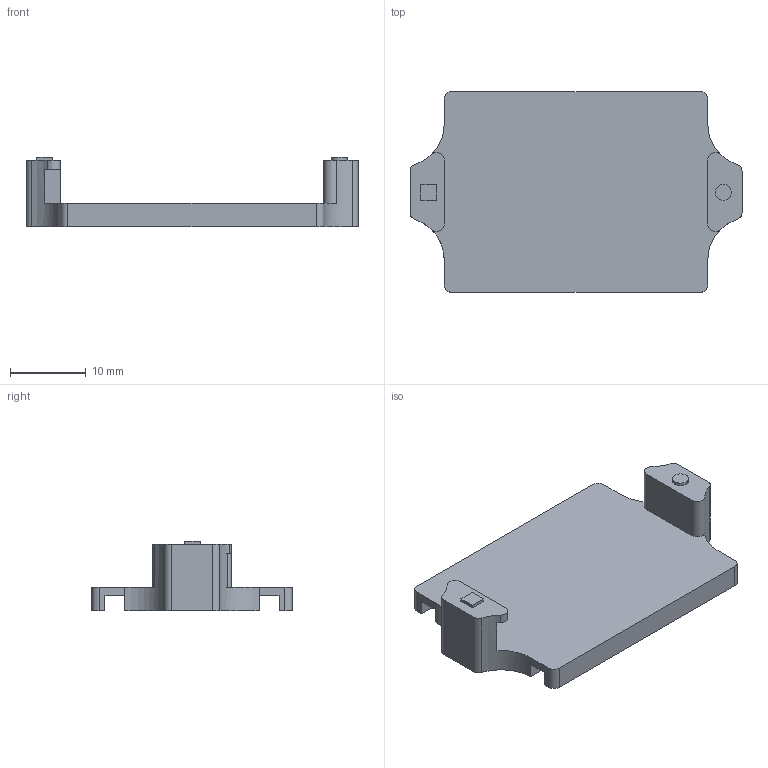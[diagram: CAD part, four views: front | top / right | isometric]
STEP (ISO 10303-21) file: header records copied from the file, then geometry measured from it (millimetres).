
FILE_DESCRIPTION(/* description */ (''),/* implementation_level */ '2;1');
FILE_NAME(/* name */ 'FAIO_Multiplexer_Body_Battery_Holder.step',/* time_stamp */ '2021-01-16T16:07:01-08:00',/* author */ (''),/* organization */ (''),/* preprocessor_version */ 'ST-DEVELOPER v18.1',/* originating_system */ 'Autodesk Translation Framework v9.7.1.1290',/* authorisation */ '');
FILE_SCHEMA (('AUTOMOTIVE_DESIGN { 1 0 10303 214 3 1 1 }'));
Length unit declared in the file: millimetre
Products named in the file (2): FAIO_Multiplexer_Body_Battery_Holder; Case
Assembly tree (1 placements, depth 2):
  FAIO_Multiplexer_Body_Battery_Holder
    Case
Bounding box: 43.72 x 26.46 x 9.2 mm (x, y, z)
Volume: 3042.5 mm3; surface area: 3226.6 mm2
Topology: 1 solids, 1 shells, 418 faces, 1179 edges, 786 vertices
Faces by surface type: bspline 260, plane 141, cylinder 17
Full cylindrical faces by diameter (mm): 2.1 x1
Entity records: 15926 total; most frequent: CARTESIAN_POINT 6806, ORIENTED_EDGE 2358, EDGE_CURVE 1179, DIRECTION 1024, VERTEX_POINT 786, LINE 616, VECTOR 616, B_SPLINE_CURVE_WITH_KNOTS 520
